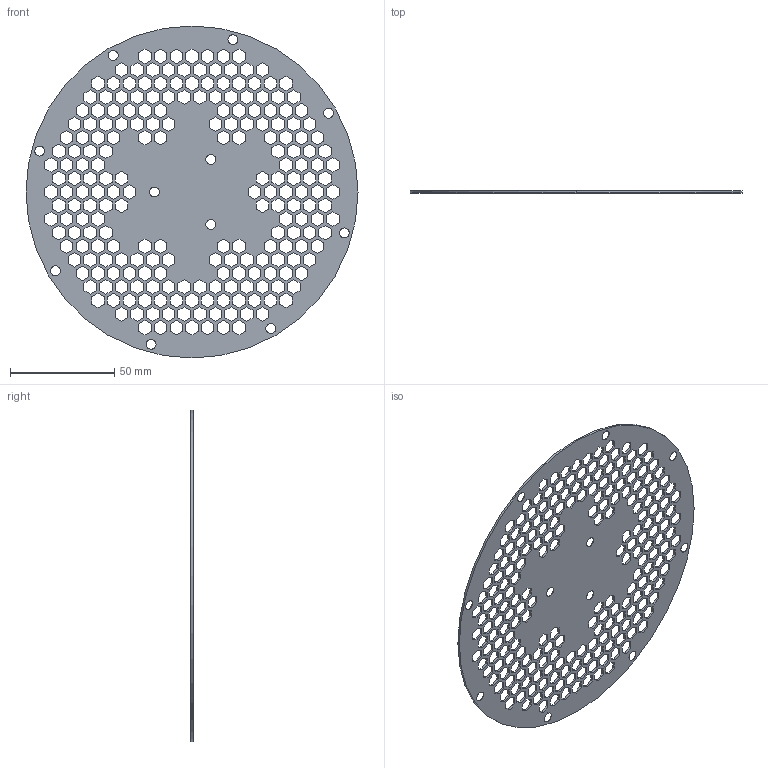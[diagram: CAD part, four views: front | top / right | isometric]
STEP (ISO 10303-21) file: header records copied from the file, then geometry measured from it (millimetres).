
FILE_DESCRIPTION (( 'STEP AP203' ), '1' );
FILE_NAME ('CW1-001-MA_v000 PLATFORMA.STEP', '2019-02-12T13:44:42', ( '' ), ( '' ), 'SwSTEP 2.0', 'SolidWorks 2017', '' );
FILE_SCHEMA (( 'CONFIG_CONTROL_DESIGN' ));
Length unit declared in the file: millimetre
Products named in the file (1): CW1-001-MA_v000 PLATFORMA
Bounding box: 159 x 1 x 159 mm (x, y, z)
Volume: 12463.7 mm3; surface area: 30432.9 mm2
Topology: 1 solids, 1 shells, 1394 faces, 4176 edges, 2784 vertices
Faces by surface type: plane 1370, cone 22, cylinder 2
Entity records: 47041 total; most frequent: CARTESIAN_POINT 8355, ORIENTED_EDGE 8352, DIRECTION 7014, EDGE_CURVE 4176, VECTOR 4128, LINE 4128, VERTEX_POINT 2784, EDGE_LOOP 1872
